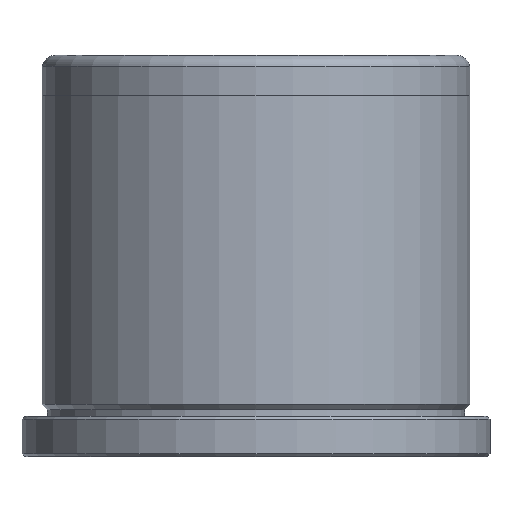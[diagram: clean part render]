
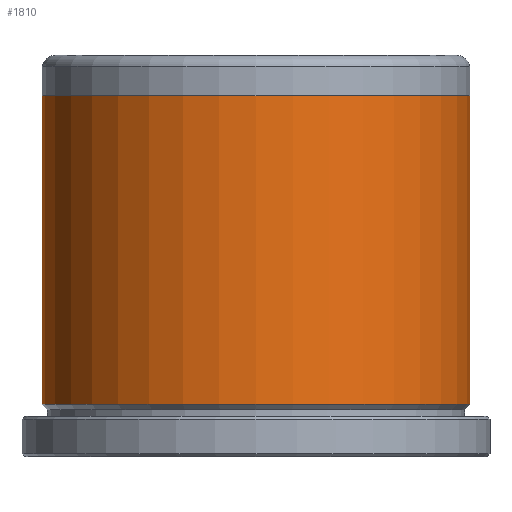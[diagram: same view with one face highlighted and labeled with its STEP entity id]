
A CAD part, front view. The second image highlights one B-rep face of the part: STEP entity #1810.
In plain terms, the highlighted cylindrical face has radius 16 mm (diameter 32 mm), a partial arc.
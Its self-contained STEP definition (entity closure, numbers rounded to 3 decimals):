
#683 = EDGE_CURVE ( 'NONE', #4777, #2087, #8403, .T. ) ;
#1329 = CYLINDRICAL_SURFACE ( 'NONE', #7124, 16. ) ;
#1810 = ADVANCED_FACE ( 'NONE', ( #8766 ), #1329, .T. ) ;
#2087 = VERTEX_POINT ( 'NONE', #3729 ) ;
#2833 = CIRCLE ( 'NONE', #3810, 16. ) ;
#2947 = CARTESIAN_POINT ( 'NONE',  ( -16., 0., 27. ) ) ;
#3312 = LINE ( 'NONE', #6376, #7863 ) ;
#3368 = ORIENTED_EDGE ( 'NONE', *, *, #3732, .T. ) ;
#3569 = CIRCLE ( 'NONE', #3588, 16. ) ;
#3588 = AXIS2_PLACEMENT_3D ( 'NONE', #6525, #6523, #6514 ) ;
#3729 = CARTESIAN_POINT ( 'NONE',  ( 16., 0., 3.9 ) ) ;
#3732 = EDGE_CURVE ( 'NONE', #4777, #4553, #2833, .T. ) ;
#3810 = AXIS2_PLACEMENT_3D ( 'NONE', #7721, #7705, #7694 ) ;
#3941 = VERTEX_POINT ( 'NONE', #4968 ) ;
#4268 = ORIENTED_EDGE ( 'NONE', *, *, #4665, .F. ) ;
#4297 = ORIENTED_EDGE ( 'NONE', *, *, #8935, .T. ) ;
#4553 = VERTEX_POINT ( 'NONE', #2947 ) ;
#4665 = EDGE_CURVE ( 'NONE', #2087, #3941, #3569, .T. ) ;
#4777 = VERTEX_POINT ( 'NONE', #5256 ) ;
#4968 = CARTESIAN_POINT ( 'NONE',  ( -16., 0., 3.9 ) ) ;
#5176 = CARTESIAN_POINT ( 'NONE',  ( 16., 0., 30. ) ) ;
#5256 = CARTESIAN_POINT ( 'NONE',  ( 16., 0., 27. ) ) ;
#5275 = DIRECTION ( 'NONE',  ( 0., 0., -1. ) ) ;
#6028 = DIRECTION ( 'NONE',  ( -1., 0., 0. ) ) ;
#6184 = CARTESIAN_POINT ( 'NONE',  ( 0., 0., 30. ) ) ;
#6238 = ORIENTED_EDGE ( 'NONE', *, *, #683, .F. ) ;
#6376 = CARTESIAN_POINT ( 'NONE',  ( -16., 0., 30. ) ) ;
#6514 = DIRECTION ( 'NONE',  ( -1., 0., 0. ) ) ;
#6523 = DIRECTION ( 'NONE',  ( 0., 0., -1. ) ) ;
#6525 = CARTESIAN_POINT ( 'NONE',  ( 0., 0., 3.9 ) ) ;
#6895 = EDGE_LOOP ( 'NONE', ( #6238, #3368, #4297, #4268 ) ) ;
#7030 = DIRECTION ( 'NONE',  ( 0., 0., -1. ) ) ;
#7056 = DIRECTION ( 'NONE',  ( 0., 0., -1. ) ) ;
#7124 = AXIS2_PLACEMENT_3D ( 'NONE', #6184, #5275, #6028 ) ;
#7694 = DIRECTION ( 'NONE',  ( -1., 0., 0. ) ) ;
#7705 = DIRECTION ( 'NONE',  ( 0., 0., -1. ) ) ;
#7721 = CARTESIAN_POINT ( 'NONE',  ( 0., 0., 27. ) ) ;
#7863 = VECTOR ( 'NONE', #7056, 1000. ) ;
#7875 = VECTOR ( 'NONE', #7030, 1000. ) ;
#8403 = LINE ( 'NONE', #5176, #7875 ) ;
#8766 = FACE_OUTER_BOUND ( 'NONE', #6895, .T. ) ;
#8935 = EDGE_CURVE ( 'NONE', #4553, #3941, #3312, .T. ) ;
